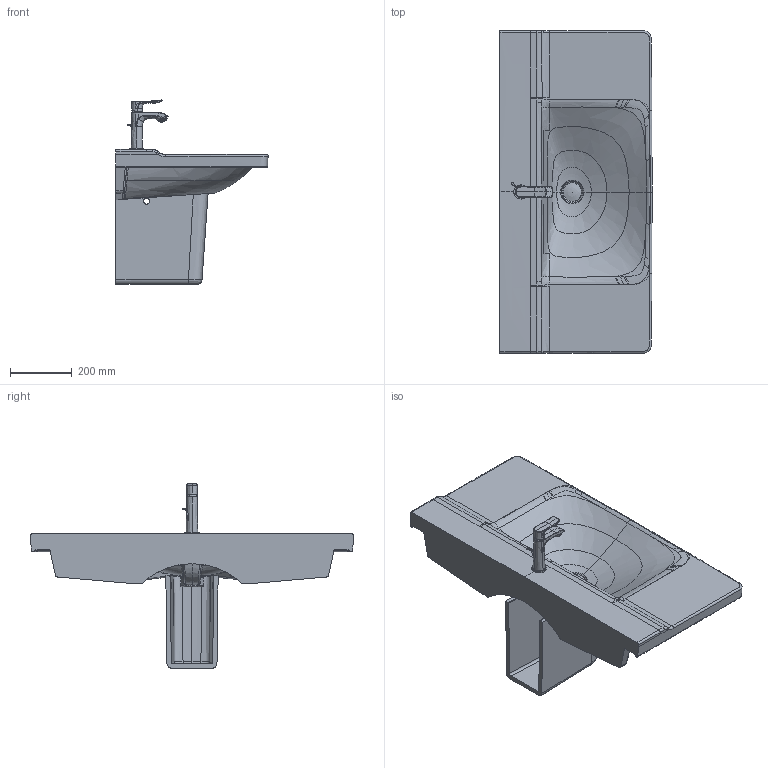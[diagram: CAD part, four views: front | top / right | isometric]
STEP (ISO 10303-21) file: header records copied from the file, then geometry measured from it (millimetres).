
FILE_DESCRIPTION((''),'2;1');
FILE_NAME('233210_085837.stp','2015-11-10T15:28:05',('Administrator'),(''),'Autodesk Inventor 2011','Autodesk Inventor 2011','');
FILE_SCHEMA(('CONFIG_CONTROL_DESIGN'));
Length unit declared in the file: millimetre
Products named in the file (15): 233210_085837; 233210; 085837; WT-Armatur HANSGROHE METRIS; Gehäuse; Rosette Citerio; Griff_HWB_Metris; Griffstopfen; Zugstange Griff; Rosette Talis; Neoperl Strahler; Strahlreglerhuelse; Strahler; Kelch; Stopfen
Assembly tree (14 placements, depth 4):
  233210_085837
    233210
    085837
    WT-Armatur HANSGROHE METRIS
      Gehäuse
      Rosette Citerio
      Griff_HWB_Metris
      Griffstopfen
      Zugstange Griff
      Rosette Talis
      Neoperl Strahler
        Strahlreglerhuelse
        Strahler
    Kelch
    Stopfen
Bounding box: 494.75 x 1049.88 x 599.27 mm (x, y, z)
Volume: 26071099.2 mm3; surface area: 2053226 mm2
Topology: 12 solids, 12 shells, 1471 faces, 4109 edges, 2660 vertices
Faces by surface type: plane 520, bspline 494, cylinder 350, torus 48, cone 47, sphere 12
Full cylindrical faces by diameter (mm): 4 x1, 5 x1, 5.2 x1, 5.325 x1, 5.4 x1, 8.875 x1, 12.35 x1, 15.75 x1, 16 x1, 17.5 x1, 17.7 x1, 19.97 x1, 20 x2, 20.1 x1, 20.88 x1, 21 x1, 22.5 x2, 24 x2, 25 x1, 31.3 x1, 35 x1, 42 x1, 44 x1, 46 x1, 46.21 x1, 60 x1
Entity records: 162196 total; most frequent: CARTESIAN_POINT 126277, ORIENTED_EDGE 8052, DIRECTION 5791, EDGE_CURVE 4026, VERTEX_POINT 2639, AXIS2_PLACEMENT_3D 2276, EDGE_LOOP 1558, FACE_OUTER_BOUND 1471
